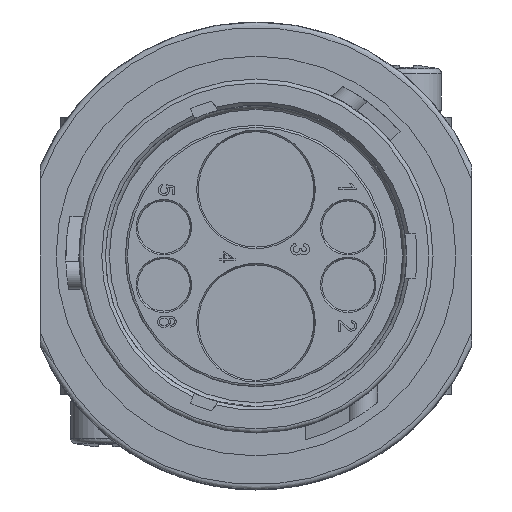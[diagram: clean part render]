
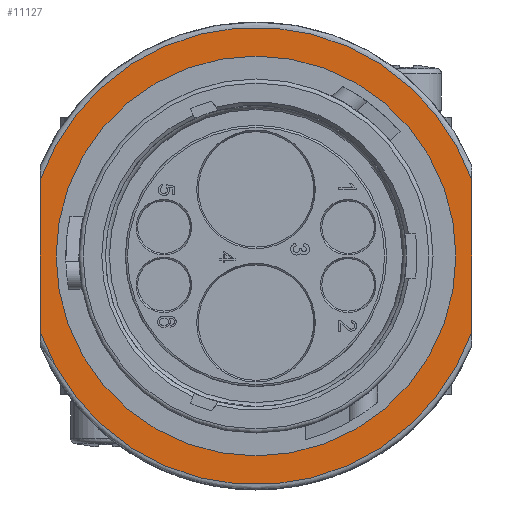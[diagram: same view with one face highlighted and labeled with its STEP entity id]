
A CAD part, left-side view. The second image highlights one B-rep face of the part: STEP entity #11127.
In plain terms, the highlighted face is planar.
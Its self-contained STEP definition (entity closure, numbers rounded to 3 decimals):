
#729=LINE('',#16567,#1369);
#730=LINE('',#16568,#1370);
#1369=VECTOR('',#13672,1000.);
#1370=VECTOR('',#13673,1000.);
#1747=PLANE('',#11898);
#3241=ORIENTED_EDGE('',*,*,#4867,.F.);
#3242=ORIENTED_EDGE('',*,*,#4791,.T.);
#3243=ORIENTED_EDGE('',*,*,#4868,.T.);
#3244=ORIENTED_EDGE('',*,*,#4866,.T.);
#3245=ORIENTED_EDGE('',*,*,#4869,.T.);
#4791=EDGE_CURVE('',#5714,#5712,#6209,.T.);
#4866=EDGE_CURVE('',#5781,#5782,#6238,.T.);
#4867=EDGE_CURVE('',#5783,#5783,#6239,.T.);
#4868=EDGE_CURVE('',#5712,#5781,#729,.T.);
#4869=EDGE_CURVE('',#5782,#5714,#730,.T.);
#5712=VERTEX_POINT('',#16372);
#5714=VERTEX_POINT('',#16375);
#5781=VERTEX_POINT('',#16554);
#5782=VERTEX_POINT('',#16562);
#5783=VERTEX_POINT('',#16566);
#6209=CIRCLE('',#11853,21.8);
#6238=CIRCLE('',#11897,21.8);
#6239=CIRCLE('',#11899,19.05);
#6686=EDGE_LOOP('',(#3241));
#6687=EDGE_LOOP('',(#3242,#3243,#3244,#3245));
#7310=FACE_BOUND('',#6686,.T.);
#7311=FACE_BOUND('',#6687,.T.);
#11127=ADVANCED_FACE('',(#7310,#7311),#1747,.F.);
#11853=AXIS2_PLACEMENT_3D('',#16374,#13537,#13538);
#11897=AXIS2_PLACEMENT_3D('',#16563,#13666,#13667);
#11898=AXIS2_PLACEMENT_3D('',#16564,#13668,#13669);
#11899=AXIS2_PLACEMENT_3D('',#16565,#13670,#13671);
#13537=DIRECTION('',(1.,0.,0.));
#13538=DIRECTION('',(0.,0.,-1.));
#13666=DIRECTION('',(1.,0.,0.));
#13667=DIRECTION('',(0.,0.,-1.));
#13668=DIRECTION('',(-1.,0.,0.));
#13669=DIRECTION('',(0.,0.,1.));
#13670=DIRECTION('',(1.,0.,0.));
#13671=DIRECTION('',(0.,0.,-1.));
#13672=DIRECTION('',(0.,0.,1.));
#13673=DIRECTION('',(0.,0.,-1.));
#16372=CARTESIAN_POINT('',(17.15,20.55,-7.276));
#16374=CARTESIAN_POINT('',(17.15,0.,0.));
#16375=CARTESIAN_POINT('',(17.15,-20.55,-7.276));
#16554=CARTESIAN_POINT('',(17.15,20.55,7.276));
#16562=CARTESIAN_POINT('',(17.15,-20.55,7.276));
#16563=CARTESIAN_POINT('',(17.15,0.,0.));
#16564=CARTESIAN_POINT('',(17.15,21.8,0.));
#16565=CARTESIAN_POINT('',(17.15,0.,0.));
#16566=CARTESIAN_POINT('',(17.15,0.,-19.05));
#16567=CARTESIAN_POINT('',(17.15,20.55,0.));
#16568=CARTESIAN_POINT('',(17.15,-20.55,0.));
